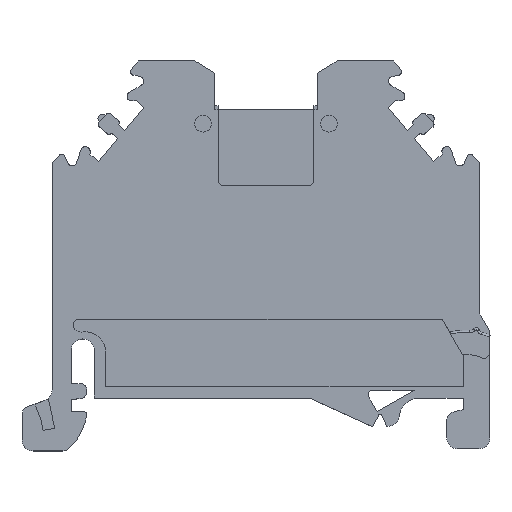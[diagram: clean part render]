
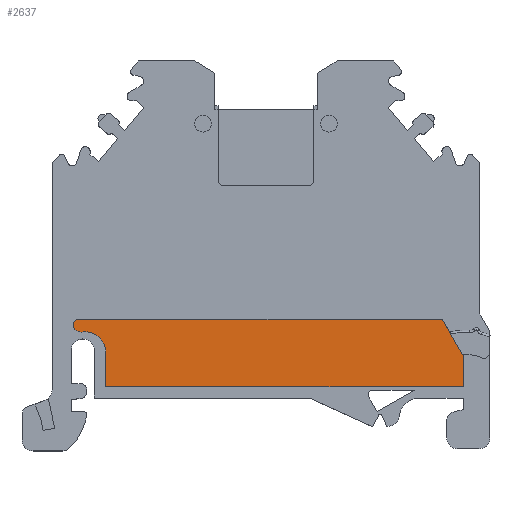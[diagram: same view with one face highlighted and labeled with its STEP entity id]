
A CAD part, top view. The second image highlights one B-rep face of the part: STEP entity #2637.
In plain terms, the highlighted planar face has unit normal (0, 0, 1).
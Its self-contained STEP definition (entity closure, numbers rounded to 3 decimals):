
#1347=CIRCLE('',#26322,1.8);
#1427=CIRCLE('',#26511,0.5);
#1428=CIRCLE('',#26512,1.);
#2637=ADVANCED_FACE('',(#4744),#3586,.T.);
#3586=PLANE('',#26513);
#4744=FACE_OUTER_BOUND('',#6094,.T.);
#6094=EDGE_LOOP('',(#12692,#12693,#12694,#12695,#12696,#12697,#12698,#12699));
#12692=ORIENTED_EDGE('',*,*,#18850,.T.);
#12693=ORIENTED_EDGE('',*,*,#19055,.T.);
#12694=ORIENTED_EDGE('',*,*,#19056,.T.);
#12695=ORIENTED_EDGE('',*,*,#18847,.T.);
#12696=ORIENTED_EDGE('',*,*,#18845,.T.);
#12697=ORIENTED_EDGE('',*,*,#18843,.T.);
#12698=ORIENTED_EDGE('',*,*,#18841,.T.);
#12699=ORIENTED_EDGE('',*,*,#18835,.T.);
#15460=VERTEX_POINT('',#40267);
#15461=VERTEX_POINT('',#40269);
#15464=VERTEX_POINT('',#40287);
#15465=VERTEX_POINT('',#40291);
#15466=VERTEX_POINT('',#40295);
#15467=VERTEX_POINT('',#40299);
#15468=VERTEX_POINT('',#40303);
#15623=VERTEX_POINT('',#41747);
#18835=EDGE_CURVE('',#15461,#15460,#21752,.T.);
#18841=EDGE_CURVE('',#15464,#15461,#21756,.T.);
#18843=EDGE_CURVE('',#15465,#15464,#21758,.T.);
#18845=EDGE_CURVE('',#15466,#15465,#21760,.T.);
#18847=EDGE_CURVE('',#15467,#15466,#1347,.T.);
#18850=EDGE_CURVE('',#15460,#15468,#21764,.T.);
#19055=EDGE_CURVE('',#15468,#15623,#1427,.T.);
#19056=EDGE_CURVE('',#15623,#15467,#1428,.T.);
#21752=LINE('',#40268,#24464);
#21756=LINE('',#40286,#24468);
#21758=LINE('',#40290,#24470);
#21760=LINE('',#40294,#24472);
#21764=LINE('',#40304,#24476);
#24464=VECTOR('',#32423,1.);
#24468=VECTOR('',#32429,1.);
#24470=VECTOR('',#32433,1.);
#24472=VECTOR('',#32437,1.);
#24476=VECTOR('',#32447,1.);
#26322=AXIS2_PLACEMENT_3D('',#40298,#32441,#32442);
#26511=AXIS2_PLACEMENT_3D('',#41746,#32925,#32926);
#26512=AXIS2_PLACEMENT_3D('',#41748,#32927,#32928);
#26513=AXIS2_PLACEMENT_3D('',#41749,#32929,#32930);
#32423=DIRECTION('',(-0.5,0.866,0.));
#32429=DIRECTION('',(0.,1.,0.));
#32433=DIRECTION('',(1.,0.,0.));
#32437=DIRECTION('',(0.,-1.,0.));
#32441=DIRECTION('',(0.,0.,-1.));
#32442=DIRECTION('',(-0.714,0.701,0.));
#32447=DIRECTION('',(-1.,0.,0.));
#32925=DIRECTION('',(0.,0.,1.));
#32926=DIRECTION('',(1.,0.,0.));
#32927=DIRECTION('',(0.,0.,1.));
#32928=DIRECTION('',(1.,0.,0.));
#32929=DIRECTION('',(0.,0.,1.));
#32930=DIRECTION('',(1.,0.,0.));
#40267=CARTESIAN_POINT('',(-2.082,33.518,3.2));
#40268=CARTESIAN_POINT('',(-0.204,30.264,3.2));
#40269=CARTESIAN_POINT('',(-0.204,30.264,3.2));
#40286=CARTESIAN_POINT('',(-0.204,27.468,3.2));
#40287=CARTESIAN_POINT('',(-0.204,27.468,3.2));
#40290=CARTESIAN_POINT('',(-32.304,27.468,3.2));
#40291=CARTESIAN_POINT('',(-32.304,27.468,3.2));
#40294=CARTESIAN_POINT('',(-32.304,30.475,3.2));
#40295=CARTESIAN_POINT('',(-32.304,30.475,3.2));
#40298=CARTESIAN_POINT('',(-34.099,30.603,3.2));
#40299=CARTESIAN_POINT('',(-34.282,32.393,3.2));
#40303=CARTESIAN_POINT('',(-34.72,33.518,3.2));
#40304=CARTESIAN_POINT('',(-2.082,33.518,3.2));
#41746=CARTESIAN_POINT('',(-34.72,33.018,3.2));
#41747=CARTESIAN_POINT('',(-35.056,32.648,3.2));
#41748=CARTESIAN_POINT('',(-34.384,33.388,3.2));
#41749=CARTESIAN_POINT('',(1.296,56.718,3.2));
